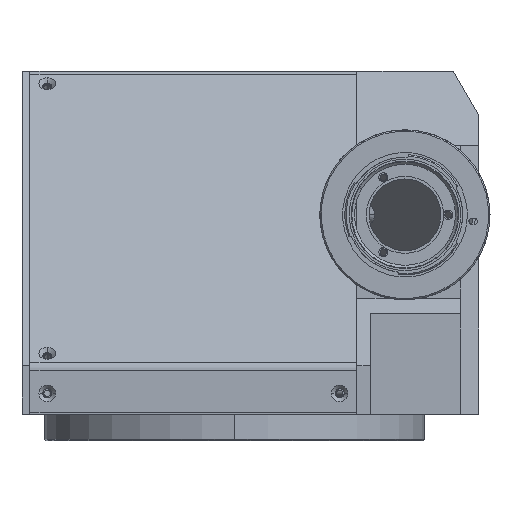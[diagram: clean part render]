
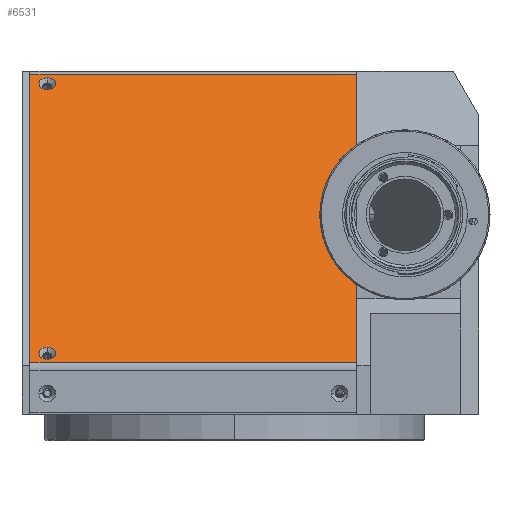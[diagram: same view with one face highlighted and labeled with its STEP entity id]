
A CAD part, left-side view. The second image highlights one B-rep face of the part: STEP entity #6531.
In plain terms, the highlighted planar face has unit normal (-0.707, 0, 0.707).
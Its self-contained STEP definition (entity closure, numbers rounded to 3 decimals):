
#131 = VECTOR ( 'NONE', #7118, 1000. ) ;
#456 = CARTESIAN_POINT ( 'NONE',  ( 30.307, 70.5, 133.52 ) ) ;
#696 = DIRECTION ( 'NONE',  ( -0.707, 0., 0.707 ) ) ;
#919 = LINE ( 'NONE', #12631, #13111 ) ;
#1021 = ORIENTED_EDGE ( 'NONE', *, *, #3612, .F. ) ;
#1086 = LINE ( 'NONE', #7249, #131 ) ;
#1122 = CARTESIAN_POINT ( 'NONE',  ( 25.852, 70.5, 129.066 ) ) ;
#1643 = CIRCLE ( 'NONE', #14077, 3.15 ) ;
#1800 = VERTEX_POINT ( 'NONE', #2007 ) ;
#2007 = CARTESIAN_POINT ( 'NONE',  ( -76.828, 77., 26.385 ) ) ;
#2027 = CIRCLE ( 'NONE', #14515, 3.15 ) ;
#2712 = FACE_BOUND ( 'NONE', #6437, .T. ) ;
#2967 = CARTESIAN_POINT ( 'NONE',  ( -77.414, 77., 25.799 ) ) ;
#3520 = DIRECTION ( 'NONE',  ( 0., -1., 0. ) ) ;
#3539 = EDGE_CURVE ( 'NONE', #13572, #1800, #1086, .T. ) ;
#3560 = AXIS2_PLACEMENT_3D ( 'NONE', #15262, #15358, #15380 ) ;
#3571 = CARTESIAN_POINT ( 'NONE',  ( -77.414, -46., 25.799 ) ) ;
#3612 = EDGE_CURVE ( 'NONE', #4361, #13572, #11338, .T. ) ;
#3652 = EDGE_LOOP ( 'NONE', ( #12302, #11848, #1021, #9169 ) ) ;
#3664 = DIRECTION ( 'NONE',  ( -0.707, 0., -0.707 ) ) ;
#3871 = VERTEX_POINT ( 'NONE', #1122 ) ;
#3975 = CARTESIAN_POINT ( 'NONE',  ( 28.08, 70.5, 131.293 ) ) ;
#4160 = CARTESIAN_POINT ( 'NONE',  ( 31.615, -46., 134.828 ) ) ;
#4361 = VERTEX_POINT ( 'NONE', #4160 ) ;
#4576 = VERTEX_POINT ( 'NONE', #6308 ) ;
#4912 = ORIENTED_EDGE ( 'NONE', *, *, #8633, .F. ) ;
#5804 = CIRCLE ( 'NONE', #10919, 3.15 ) ;
#6098 = DIRECTION ( 'NONE',  ( 0.707, 0., 0.707 ) ) ;
#6308 = CARTESIAN_POINT ( 'NONE',  ( 31.615, 77., 134.828 ) ) ;
#6437 = EDGE_LOOP ( 'NONE', ( #8380, #4912 ) ) ;
#6531 = ADVANCED_FACE ( 'NONE', ( #2712, #9207, #12305 ), #15216, .T. ) ;
#6694 = VERTEX_POINT ( 'NONE', #13875 ) ;
#6715 = DIRECTION ( 'NONE',  ( -0.707, 0., 0.707 ) ) ;
#7118 = DIRECTION ( 'NONE',  ( 0., 1., 0. ) ) ;
#7249 = CARTESIAN_POINT ( 'NONE',  ( -76.828, 294.359, 26.385 ) ) ;
#7345 = CARTESIAN_POINT ( 'NONE',  ( -73.293, 70.5, 29.92 ) ) ;
#7414 = ORIENTED_EDGE ( 'NONE', *, *, #15278, .F. ) ;
#7745 = DIRECTION ( 'NONE',  ( -0.707, 0., 0.707 ) ) ;
#7815 = CARTESIAN_POINT ( 'NONE',  ( -73.293, 70.5, 29.92 ) ) ;
#8380 = ORIENTED_EDGE ( 'NONE', *, *, #14549, .F. ) ;
#8633 = EDGE_CURVE ( 'NONE', #6694, #9574, #5804, .T. ) ;
#9169 = ORIENTED_EDGE ( 'NONE', *, *, #10599, .F. ) ;
#9207 = FACE_BOUND ( 'NONE', #12778, .T. ) ;
#9239 = LINE ( 'NONE', #2967, #10008 ) ;
#9337 = CARTESIAN_POINT ( 'NONE',  ( -76.828, -46., 26.385 ) ) ;
#9574 = VERTEX_POINT ( 'NONE', #9748 ) ;
#9576 = VECTOR ( 'NONE', #3664, 1000. ) ;
#9748 = CARTESIAN_POINT ( 'NONE',  ( -71.066, 70.5, 32.148 ) ) ;
#10008 = VECTOR ( 'NONE', #11379, 1000. ) ;
#10229 = DIRECTION ( 'NONE',  ( 0.707, 0., 0.707 ) ) ;
#10312 = CIRCLE ( 'NONE', #12812, 3.15 ) ;
#10599 = EDGE_CURVE ( 'NONE', #4576, #4361, #919, .T. ) ;
#10637 = EDGE_CURVE ( 'NONE', #13032, #3871, #2027, .T. ) ;
#10688 = DIRECTION ( 'NONE',  ( 0.707, 0., 0.707 ) ) ;
#10919 = AXIS2_PLACEMENT_3D ( 'NONE', #7345, #6715, #11260 ) ;
#11260 = DIRECTION ( 'NONE',  ( 0.707, 0., 0.707 ) ) ;
#11338 = LINE ( 'NONE', #3571, #9576 ) ;
#11379 = DIRECTION ( 'NONE',  ( -0.707, 0., -0.707 ) ) ;
#11848 = ORIENTED_EDGE ( 'NONE', *, *, #3539, .F. ) ;
#12302 = ORIENTED_EDGE ( 'NONE', *, *, #14531, .T. ) ;
#12305 = FACE_OUTER_BOUND ( 'NONE', #3652, .T. ) ;
#12631 = CARTESIAN_POINT ( 'NONE',  ( 31.615, 294.359, 134.828 ) ) ;
#12778 = EDGE_LOOP ( 'NONE', ( #15036, #7414 ) ) ;
#12812 = AXIS2_PLACEMENT_3D ( 'NONE', #3975, #7745, #10688 ) ;
#13032 = VERTEX_POINT ( 'NONE', #456 ) ;
#13111 = VECTOR ( 'NONE', #3520, 1000. ) ;
#13556 = CARTESIAN_POINT ( 'NONE',  ( 28.08, 70.5, 131.293 ) ) ;
#13572 = VERTEX_POINT ( 'NONE', #9337 ) ;
#13875 = CARTESIAN_POINT ( 'NONE',  ( -75.52, 70.5, 27.693 ) ) ;
#14077 = AXIS2_PLACEMENT_3D ( 'NONE', #7815, #696, #10229 ) ;
#14173 = DIRECTION ( 'NONE',  ( -0.707, 0., 0.707 ) ) ;
#14515 = AXIS2_PLACEMENT_3D ( 'NONE', #13556, #14173, #6098 ) ;
#14531 = EDGE_CURVE ( 'NONE', #4576, #1800, #9239, .T. ) ;
#14549 = EDGE_CURVE ( 'NONE', #9574, #6694, #1643, .T. ) ;
#15036 = ORIENTED_EDGE ( 'NONE', *, *, #10637, .F. ) ;
#15216 = PLANE ( 'NONE',  #3560 ) ;
#15262 = CARTESIAN_POINT ( 'NONE',  ( -77.414, 294.359, 25.799 ) ) ;
#15278 = EDGE_CURVE ( 'NONE', #3871, #13032, #10312, .T. ) ;
#15358 = DIRECTION ( 'NONE',  ( -0.707, 0., 0.707 ) ) ;
#15380 = DIRECTION ( 'NONE',  ( 0.707, 0., 0.707 ) ) ;
